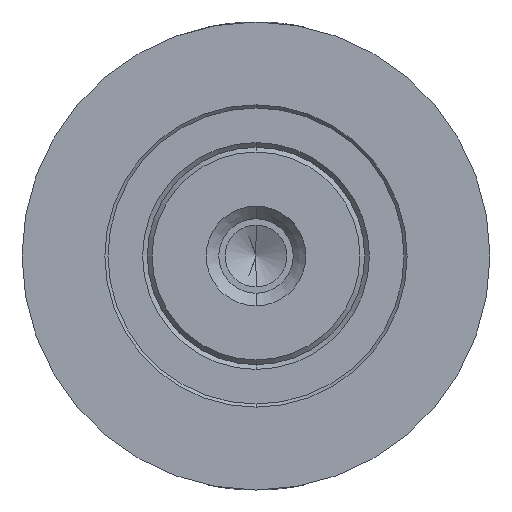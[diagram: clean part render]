
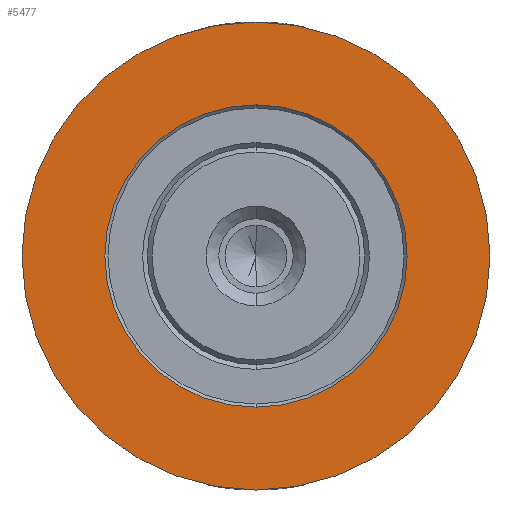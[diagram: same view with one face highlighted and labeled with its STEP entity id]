
A CAD part, front view. The second image highlights one B-rep face of the part: STEP entity #5477.
In plain terms, the highlighted planar face has unit normal (0, -1, 0).
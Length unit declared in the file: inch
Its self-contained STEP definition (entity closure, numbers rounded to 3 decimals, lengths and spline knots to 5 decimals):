
#464 = DIRECTION ( 'NONE',  ( 0., 0., 1. ) ) ;
#1245 = DIRECTION ( 'NONE',  ( 0., 1., 0. ) ) ;
#1566 = VERTEX_POINT ( 'NONE', #4940 ) ;
#1611 = EDGE_CURVE ( 'NONE', #2738, #2771, #3861, .T. ) ;
#1613 = AXIS2_PLACEMENT_3D ( 'NONE', #3206, #7130, #3774 ) ;
#1673 = CARTESIAN_POINT ( 'NONE',  ( 0., -4.92126, 0. ) ) ;
#1759 = FACE_BOUND ( 'NONE', #2960, .T. ) ;
#1847 = CARTESIAN_POINT ( 'NONE',  ( 0., -4.92126, -0.743 ) ) ;
#2029 = AXIS2_PLACEMENT_3D ( 'NONE', #2192, #6110, #2756 ) ;
#2158 = ORIENTED_EDGE ( 'NONE', *, *, #4233, .T. ) ;
#2192 = CARTESIAN_POINT ( 'NONE',  ( 0., -4.92126, 0. ) ) ;
#2238 = DIRECTION ( 'NONE',  ( 0., 0., 1. ) ) ;
#2429 = VERTEX_POINT ( 'NONE', #1847 ) ;
#2600 = ORIENTED_EDGE ( 'NONE', *, *, #6617, .F. ) ;
#2738 = VERTEX_POINT ( 'NONE', #4458 ) ;
#2756 = DIRECTION ( 'NONE',  ( 0., 0., 1. ) ) ;
#2771 = VERTEX_POINT ( 'NONE', #4726 ) ;
#2960 = EDGE_LOOP ( 'NONE', ( #2158, #3502 ) ) ;
#3206 = CARTESIAN_POINT ( 'NONE',  ( 0., -4.92126, 0. ) ) ;
#3381 = CIRCLE ( 'NONE', #5635, 0.743 ) ;
#3502 = ORIENTED_EDGE ( 'NONE', *, *, #1611, .T. ) ;
#3503 = EDGE_CURVE ( 'NONE', #2429, #1566, #3381, .T. ) ;
#3774 = DIRECTION ( 'NONE',  ( 0., 0., 1. ) ) ;
#3817 = DIRECTION ( 'NONE',  ( 0., 1., 0. ) ) ;
#3861 = CIRCLE ( 'NONE', #2029, 0.48 ) ;
#3966 = AXIS2_PLACEMENT_3D ( 'NONE', #7176, #3817, #464 ) ;
#4233 = EDGE_CURVE ( 'NONE', #2771, #2738, #5138, .T. ) ;
#4364 = ORIENTED_EDGE ( 'NONE', *, *, #3503, .F. ) ;
#4369 = CIRCLE ( 'NONE', #1613, 0.743 ) ;
#4435 = PLANE ( 'NONE',  #7035 ) ;
#4458 = CARTESIAN_POINT ( 'NONE',  ( 0., -4.92126, 0.48 ) ) ;
#4608 = CARTESIAN_POINT ( 'NONE',  ( 0., -4.92126, 0. ) ) ;
#4726 = CARTESIAN_POINT ( 'NONE',  ( 0., -4.92126, -0.48 ) ) ;
#4737 = FACE_OUTER_BOUND ( 'NONE', #6865, .T. ) ;
#4940 = CARTESIAN_POINT ( 'NONE',  ( 0., -4.92126, 0.743 ) ) ;
#5138 = CIRCLE ( 'NONE', #3966, 0.48 ) ;
#5177 = DIRECTION ( 'NONE',  ( 0., 0., 1. ) ) ;
#5477 = ADVANCED_FACE ( 'NONE', ( #1759, #4737 ), #4435, .F. ) ;
#5589 = DIRECTION ( 'NONE',  ( 0., 1., 0. ) ) ;
#5635 = AXIS2_PLACEMENT_3D ( 'NONE', #4608, #1245, #5177 ) ;
#6110 = DIRECTION ( 'NONE',  ( 0., 1., 0. ) ) ;
#6617 = EDGE_CURVE ( 'NONE', #1566, #2429, #4369, .T. ) ;
#6865 = EDGE_LOOP ( 'NONE', ( #4364, #2600 ) ) ;
#7035 = AXIS2_PLACEMENT_3D ( 'NONE', #1673, #5589, #2238 ) ;
#7130 = DIRECTION ( 'NONE',  ( 0., 1., 0. ) ) ;
#7176 = CARTESIAN_POINT ( 'NONE',  ( 0., -4.92126, 0. ) ) ;
